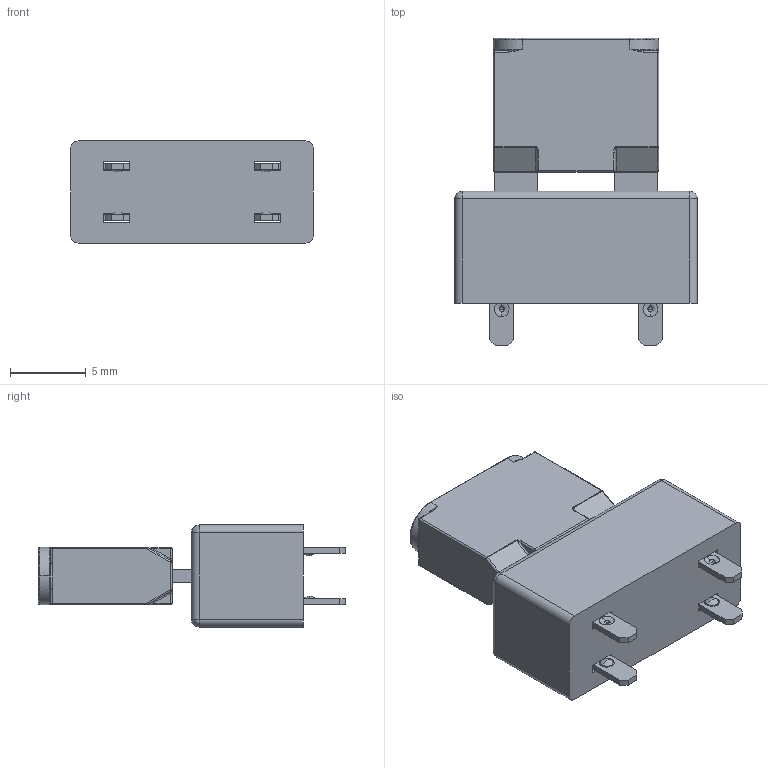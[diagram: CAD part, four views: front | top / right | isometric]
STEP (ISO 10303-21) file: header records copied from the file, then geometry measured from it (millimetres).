
FILE_DESCRIPTION (( 'STEP AP214' ), '1' );
FILE_NAME ('Keystone 3568 with fuse.STEP', '2020-03-16T23:04:15', ( '' ), ( '' ), 'SwSTEP 2.0', 'SolidWorks 2019', '' );
FILE_SCHEMA (( 'AUTOMOTIVE_DESIGN' ));
Length unit declared in the file: inch
Products named in the file (3): Keystone 3568 with fuse; keystone-PN3568; MINI 297 or ATM Fuse
Assembly tree (2 placements, depth 2):
  Keystone 3568 with fuse
    keystone-PN3568
    MINI 297 or ATM Fuse
Bounding box: 16 x 20.23 x 6.73 mm (x, y, z)
Volume: 991.7 mm3; surface area: 1720.1 mm2
Topology: 8 solids, 8 shells, 411 faces, 1056 edges, 652 vertices
Faces by surface type: plane 211, cylinder 92, bspline 78, sphere 16, torus 14
Entity records: 17711 total; most frequent: CARTESIAN_POINT 5738, ORIENTED_EDGE 2072, DIRECTION 1842, EDGE_CURVE 1036, LINE 666, VECTOR 666, VERTEX_POINT 652, AXIS2_PLACEMENT_3D 588
